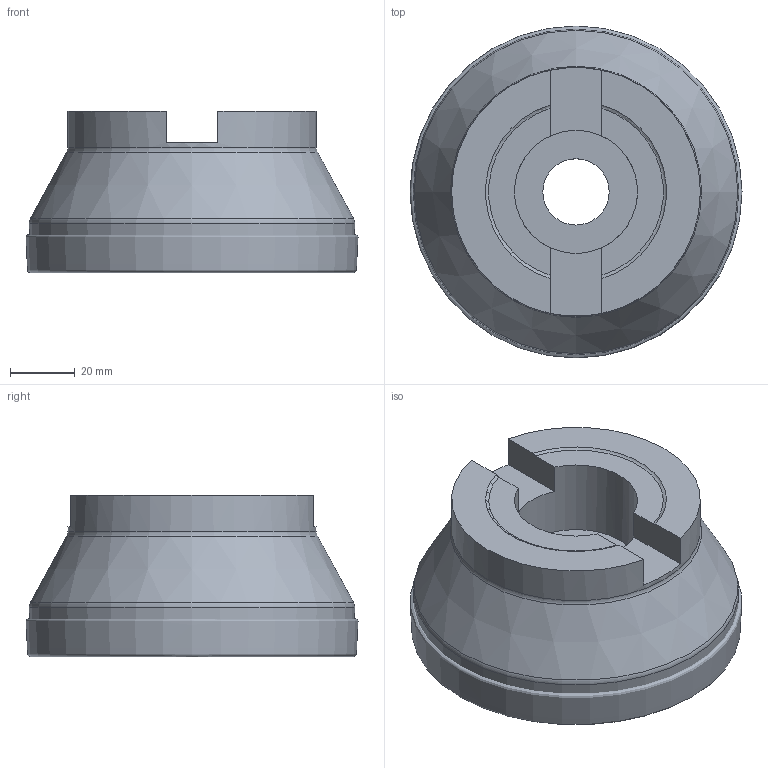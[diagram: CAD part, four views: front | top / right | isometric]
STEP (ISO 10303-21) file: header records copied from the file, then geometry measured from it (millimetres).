
FILE_DESCRIPTION(/* description */ (''),/* implementation_level */ '2;1');
FILE_NAME(/* name */ 'R220.88-04.00-12-8SAP_Basic.stp',/* time_stamp */ '2022-05-17T14:50:34+05:00',/* author */ (''),/* organization */ (''),/* preprocessor_version */ 'ST-DEVELOPER v16.7',/* originating_system */ 'SIEMENS PLM Software NX 12.0',/* authorisation */ '');
FILE_SCHEMA (('AUTOMOTIVE_DESIGN { 1 0 10303 214 3 1 1 1 }'));
Length unit declared in the file: millimetre
Products named in the file (4): CUT; NOCUT; ASSEMBLY_CONSTRUCTION; inpuCC44630Fiupv
Assembly tree (3 placements, depth 2):
  inpuCC44630Fiupv
    ASSEMBLY_CONSTRUCTION
    NOCUT
    CUT
Bounding box: 102.74 x 102.74 x 50.02 mm (x, y, z)
Volume: 295584.8 mm3; surface area: 44333.4 mm2
Topology: 2 solids, 2 shells, 25 faces, 66 edges, 57 vertices
Faces by surface type: plane 12, torus 5, cylinder 4, cone 3, revolution 1
Full cylindrical faces by diameter (mm): 20.5 x1, 32 x1, 38.1 x1, 77 x1
Entity records: 1376 total; most frequent: CARTESIAN_POINT 525, DIRECTION 163, ORIENTED_EDGE 94, AXIS2_PLACEMENT_3D 71, EDGE_CURVE 47, STYLED_ITEM 37, PRESENTATION_STYLE_ASSIGNMENT 37, EDGE_LOOP 36
